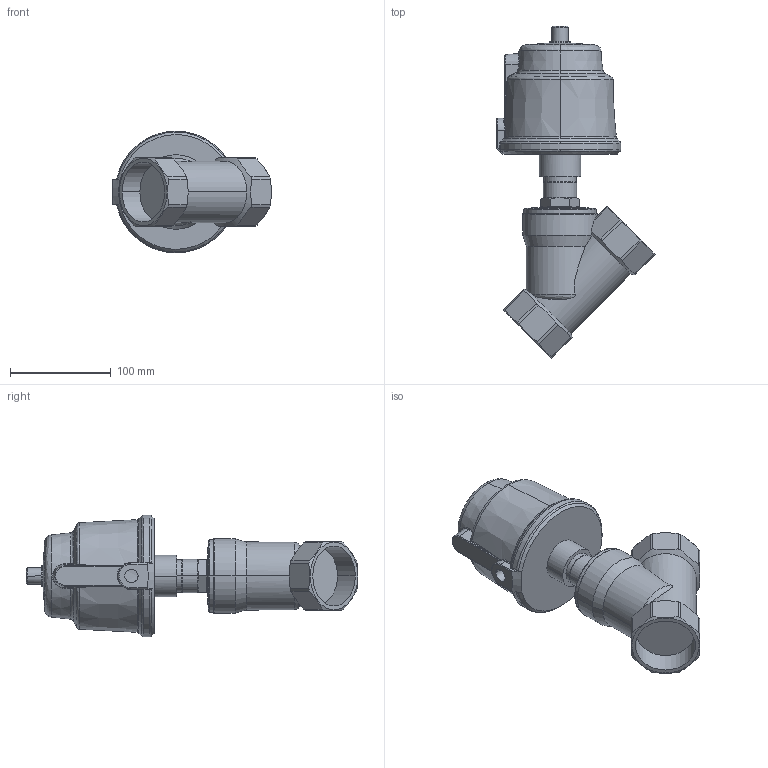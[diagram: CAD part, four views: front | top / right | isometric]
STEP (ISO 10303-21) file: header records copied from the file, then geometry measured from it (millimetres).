
FILE_DESCRIPTION (( 'STEP AP214' ), '1' );
FILE_NAME ('700 DN50 100mm.STEP', '2018-06-15T13:22:36', ( '' ), ( '' ), 'SwSTEP 2.0', 'SolidWorks 2015', '' );
FILE_SCHEMA (( 'AUTOMOTIVE_DESIGN' ));
Length unit declared in the file: millimetre
Products named in the file (1): 700 DN50 100mm
Bounding box: 157.75 x 330.05 x 121 mm (x, y, z)
Surface area: 124033.3 mm2 (no closed solid volume)
Topology: 0 solids, 3 shells, 191 faces, 491 edges, 301 vertices
Faces by surface type: bspline 57, cylinder 54, cone 42, plane 38
Entity records: 11131 total; most frequent: CARTESIAN_POINT 4877, ORIENTED_EDGE 958, DIRECTION 747, EDGE_CURVE 483, AXIS2_PLACEMENT_3D 312, VERTEX_POINT 301, EDGE_LOOP 198, UNCERTAINTY_MEASURE_WITH_UNIT 194
